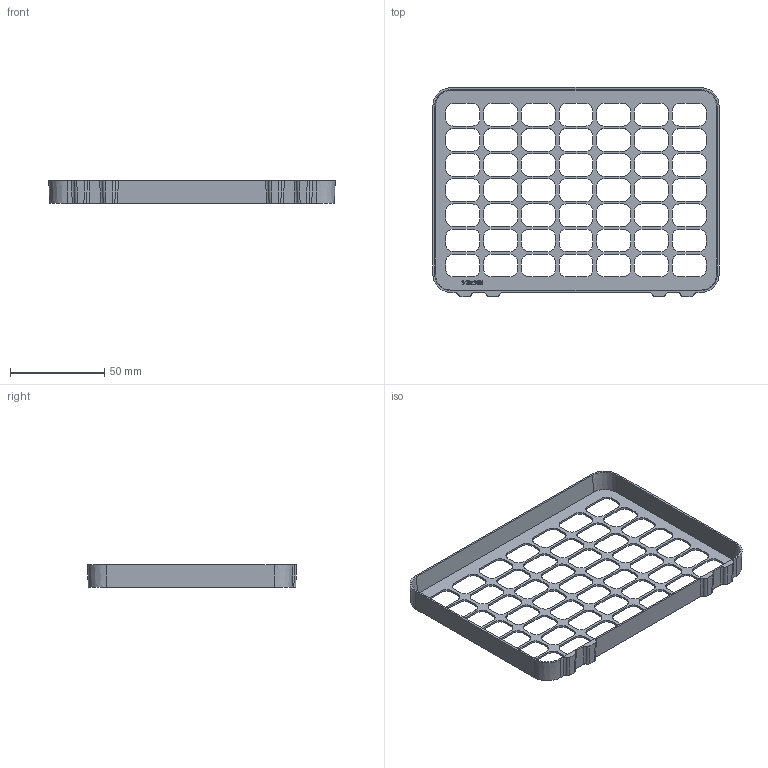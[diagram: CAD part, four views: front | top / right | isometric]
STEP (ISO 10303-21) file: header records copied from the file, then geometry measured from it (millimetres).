
FILE_DESCRIPTION(/* description */ (''),/* implementation_level */ '2;1');
FILE_NAME(/* name */ 'Injection Molded Grill.step',/* time_stamp */ '2020-03-19T00:29:02-04:00',/* author */ (''),/* organization */ (''),/* preprocessor_version */ 'ST-DEVELOPER v18',/* originating_system */ 'Autodesk Translation Framework v8.12.0.6',/* authorisation */ '');
FILE_SCHEMA (('AUTOMOTIVE_DESIGN { 1 0 10303 214 3 1 1 }'));
Length unit declared in the file: millimetre
Products named in the file (1): Grill
Bounding box: 151.84 x 110.84 x 12 mm (x, y, z)
Volume: 12467.6 mm3; surface area: 26990 mm2
Topology: 1 solids, 1 shells, 623 faces, 1827 edges, 1218 vertices
Faces by surface type: plane 274, cylinder 212, bspline 129, cone 8
Entity records: 22202 total; most frequent: CARTESIAN_POINT 5866, ORIENTED_EDGE 3654, DIRECTION 2998, EDGE_CURVE 1827, VERTEX_POINT 1218, LINE 1128, VECTOR 1128, AXIS2_PLACEMENT_3D 935
